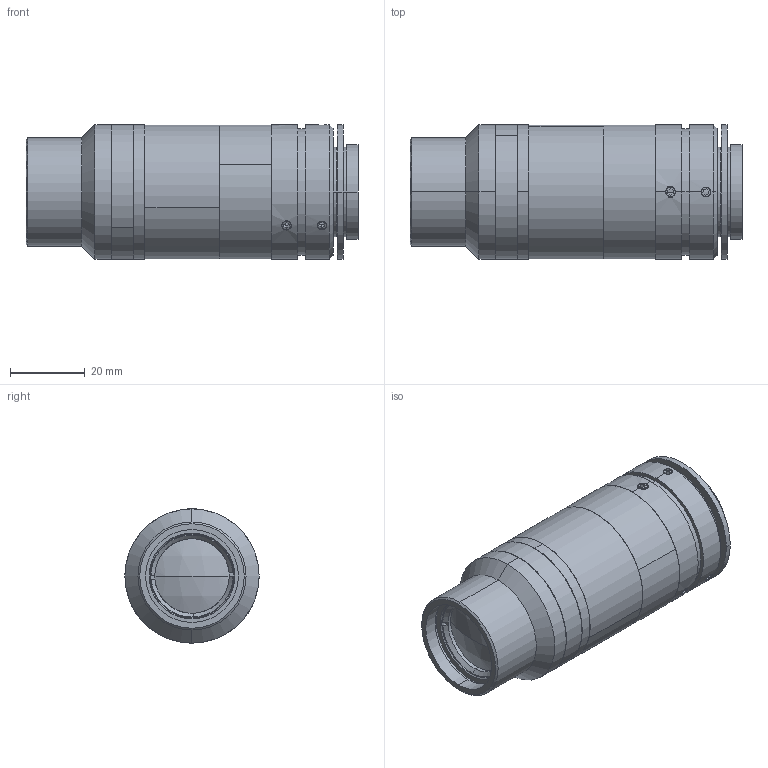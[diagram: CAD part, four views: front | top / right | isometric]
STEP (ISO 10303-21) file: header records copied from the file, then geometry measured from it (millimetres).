
FILE_DESCRIPTION (( 'STEP AP203' ), '1' );
FILE_NAME ('XF-MH065X95-1.1C-蚾饜极-20221229V5.STEP', '2024-08-08T08:19:02', ( '' ), ( '' ), 'SwSTEP 2.0', 'SolidWorks 2022', '' );
FILE_SCHEMA (( 'CONFIG_CONTROL_DESIGN' ));
Length unit declared in the file: millimetre
Products named in the file (1): XF-MH065X95-1.1C-装配体-20221229V5
Bounding box: 89.06 x 36 x 36 mm (x, y, z)
Surface area: 15583.5 mm2 (no closed solid volume)
Topology: 0 solids, 21 shells, 142 faces, 392 edges, 261 vertices
Faces by surface type: plane 69, cylinder 44, cone 27, sphere 2
Entity records: 4838 total; most frequent: CARTESIAN_POINT 1142, DIRECTION 810, ORIENTED_EDGE 625, EDGE_CURVE 384, AXIS2_PLACEMENT_3D 305, VERTEX_POINT 261, VECTOR 200, LINE 200
